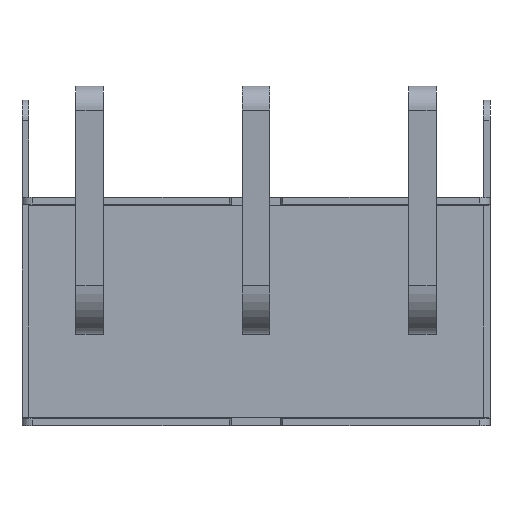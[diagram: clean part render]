
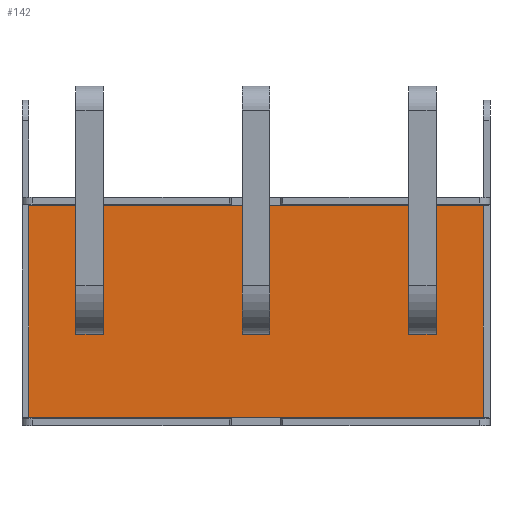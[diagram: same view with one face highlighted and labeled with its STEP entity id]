
A CAD part, front view. The second image highlights one B-rep face of the part: STEP entity #142.
In plain terms, the highlighted planar face has unit normal (0, -1, 0).
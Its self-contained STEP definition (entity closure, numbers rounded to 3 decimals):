
#142=ADVANCED_FACE('',(#1161,#1162,#1163,#1164),#1165,.F.);
#1161=FACE_OUTER_BOUND('',#2984,.T.);
#1162=FACE_BOUND('',#2985,.T.);
#1163=FACE_BOUND('',#2986,.T.);
#1164=FACE_BOUND('',#2987,.T.);
#1165=PLANE('',#2988);
#2984=EDGE_LOOP('',(#6048,#6049,#6050,#6051));
#2985=EDGE_LOOP('',(#6052,#6053,#6054,#6055));
#2986=EDGE_LOOP('',(#6056,#6057,#6058,#6059));
#2987=EDGE_LOOP('',(#6060,#6061,#6062,#6063));
#2988=AXIS2_PLACEMENT_3D('',#6064,#6065,#6066);
#6048=ORIENTED_EDGE('',*,*,#13210,.F.);
#6049=ORIENTED_EDGE('',*,*,#13244,.T.);
#6050=ORIENTED_EDGE('',*,*,#13230,.T.);
#6051=ORIENTED_EDGE('',*,*,#13224,.F.);
#6052=ORIENTED_EDGE('',*,*,#13245,.T.);
#6053=ORIENTED_EDGE('',*,*,#13246,.F.);
#6054=ORIENTED_EDGE('',*,*,#13247,.F.);
#6055=ORIENTED_EDGE('',*,*,#13248,.T.);
#6056=ORIENTED_EDGE('',*,*,#13249,.T.);
#6057=ORIENTED_EDGE('',*,*,#13250,.T.);
#6058=ORIENTED_EDGE('',*,*,#13251,.F.);
#6059=ORIENTED_EDGE('',*,*,#13252,.F.);
#6060=ORIENTED_EDGE('',*,*,#13253,.T.);
#6061=ORIENTED_EDGE('',*,*,#13254,.T.);
#6062=ORIENTED_EDGE('',*,*,#13255,.F.);
#6063=ORIENTED_EDGE('',*,*,#13256,.F.);
#6064=CARTESIAN_POINT('',(0.0,-3.15,0.0));
#6065=DIRECTION('',(-0.0,1.0,0.0));
#6066=DIRECTION('',(1.0,0.0,0.0));
#13210=EDGE_CURVE('',#16593,#16595,#16596,.T.);
#13224=EDGE_CURVE('',#16595,#16622,#16623,.T.);
#13230=EDGE_CURVE('',#16631,#16622,#16632,.T.);
#13244=EDGE_CURVE('',#16593,#16631,#16658,.T.);
#13245=EDGE_CURVE('',#16659,#16660,#16661,.T.);
#13246=EDGE_CURVE('',#16662,#16660,#16663,.T.);
#13247=EDGE_CURVE('',#16664,#16662,#16665,.T.);
#13248=EDGE_CURVE('',#16664,#16659,#16666,.T.);
#13249=EDGE_CURVE('',#16667,#16668,#16669,.T.);
#13250=EDGE_CURVE('',#16668,#16670,#16671,.T.);
#13251=EDGE_CURVE('',#16672,#16670,#16673,.T.);
#13252=EDGE_CURVE('',#16667,#16672,#16674,.T.);
#13253=EDGE_CURVE('',#16675,#16676,#16677,.T.);
#13254=EDGE_CURVE('',#16676,#16678,#16679,.T.);
#13255=EDGE_CURVE('',#16680,#16678,#16681,.T.);
#13256=EDGE_CURVE('',#16675,#16680,#16682,.T.);
#16593=VERTEX_POINT('',#21679);
#16595=VERTEX_POINT('',#21682);
#16596=LINE('',#21683,#21684);
#16622=VERTEX_POINT('',#21722);
#16623=LINE('',#21723,#21724);
#16631=VERTEX_POINT('',#21737);
#16632=LINE('',#21738,#21739);
#16658=LINE('',#21777,#21778);
#16659=VERTEX_POINT('',#21779);
#16660=VERTEX_POINT('',#21780);
#16661=LINE('',#21781,#21782);
#16662=VERTEX_POINT('',#21783);
#16663=LINE('',#21784,#21785);
#16664=VERTEX_POINT('',#21786);
#16665=LINE('',#21787,#21788);
#16666=LINE('',#21789,#21790);
#16667=VERTEX_POINT('',#21791);
#16668=VERTEX_POINT('',#21792);
#16669=LINE('',#21793,#21794);
#16670=VERTEX_POINT('',#21795);
#16671=LINE('',#21796,#21797);
#16672=VERTEX_POINT('',#21798);
#16673=LINE('',#21799,#21800);
#16674=LINE('',#21801,#21802);
#16675=VERTEX_POINT('',#21803);
#16676=VERTEX_POINT('',#21804);
#16677=LINE('',#21805,#21806);
#16678=VERTEX_POINT('',#21807);
#16679=LINE('',#21808,#21809);
#16680=VERTEX_POINT('',#21810);
#16681=LINE('',#21811,#21812);
#16682=LINE('',#21813,#21814);
#21679=CARTESIAN_POINT('',(-6.55,-3.15,3.05));
#21682=CARTESIAN_POINT('',(6.55,-3.15,3.05));
#21683=CARTESIAN_POINT('',(-6.55,-3.15,3.05));
#21684=VECTOR('',#26592,13.1);
#21722=CARTESIAN_POINT('',(6.55,-3.15,-3.05));
#21723=CARTESIAN_POINT('',(6.55,-3.15,3.05));
#21724=VECTOR('',#26608,6.1);
#21737=CARTESIAN_POINT('',(-6.55,-3.15,-3.05));
#21738=CARTESIAN_POINT('',(-6.55,-3.15,-3.05));
#21739=VECTOR('',#26614,13.1);
#21777=CARTESIAN_POINT('',(-6.55,-3.15,3.05));
#21778=VECTOR('',#26630,6.1);
#21779=CARTESIAN_POINT('',(-4.4,-3.15,-0.65));
#21780=CARTESIAN_POINT('',(-5.2,-3.15,-0.65));
#21781=CARTESIAN_POINT('',(-4.4,-3.15,-0.65));
#21782=VECTOR('',#26631,0.8);
#21783=CARTESIAN_POINT('',(-5.2,-3.15,0.65));
#21784=CARTESIAN_POINT('',(-5.2,-3.15,0.65));
#21785=VECTOR('',#26632,1.3);
#21786=CARTESIAN_POINT('',(-4.4,-3.15,0.65));
#21787=CARTESIAN_POINT('',(-4.4,-3.15,0.65));
#21788=VECTOR('',#26633,0.8);
#21789=CARTESIAN_POINT('',(-4.4,-3.15,0.65));
#21790=VECTOR('',#26634,1.3);
#21791=CARTESIAN_POINT('',(-0.4,-3.15,0.65));
#21792=CARTESIAN_POINT('',(0.4,-3.15,0.65));
#21793=CARTESIAN_POINT('',(-0.4,-3.15,0.65));
#21794=VECTOR('',#26635,0.8);
#21795=CARTESIAN_POINT('',(0.4,-3.15,-0.65));
#21796=CARTESIAN_POINT('',(0.4,-3.15,0.65));
#21797=VECTOR('',#26636,1.3);
#21798=CARTESIAN_POINT('',(-0.4,-3.15,-0.65));
#21799=CARTESIAN_POINT('',(-0.4,-3.15,-0.65));
#21800=VECTOR('',#26637,0.8);
#21801=CARTESIAN_POINT('',(-0.4,-3.15,0.65));
#21802=VECTOR('',#26638,1.3);
#21803=CARTESIAN_POINT('',(4.4,-3.15,0.65));
#21804=CARTESIAN_POINT('',(5.2,-3.15,0.65));
#21805=CARTESIAN_POINT('',(4.4,-3.15,0.65));
#21806=VECTOR('',#26639,0.8);
#21807=CARTESIAN_POINT('',(5.2,-3.15,-0.65));
#21808=CARTESIAN_POINT('',(5.2,-3.15,0.65));
#21809=VECTOR('',#26640,1.3);
#21810=CARTESIAN_POINT('',(4.4,-3.15,-0.65));
#21811=CARTESIAN_POINT('',(4.4,-3.15,-0.65));
#21812=VECTOR('',#26641,0.8);
#21813=CARTESIAN_POINT('',(4.4,-3.15,0.65));
#21814=VECTOR('',#26642,1.3);
#26592=DIRECTION('',(1.0,0.0,0.0));
#26608=DIRECTION('',(0.0,0.0,-1.0));
#26614=DIRECTION('',(1.0,0.0,0.0));
#26630=DIRECTION('',(0.0,0.0,-1.0));
#26631=DIRECTION('',(-1.0,0.0,0.0));
#26632=DIRECTION('',(0.0,0.0,-1.0));
#26633=DIRECTION('',(-1.0,0.0,0.0));
#26634=DIRECTION('',(0.0,0.0,-1.0));
#26635=DIRECTION('',(1.0,0.0,0.0));
#26636=DIRECTION('',(0.0,0.0,-1.0));
#26637=DIRECTION('',(1.0,0.0,0.0));
#26638=DIRECTION('',(0.0,0.0,-1.0));
#26639=DIRECTION('',(1.0,0.0,0.0));
#26640=DIRECTION('',(0.0,0.0,-1.0));
#26641=DIRECTION('',(1.0,0.0,0.0));
#26642=DIRECTION('',(0.0,0.0,-1.0));
